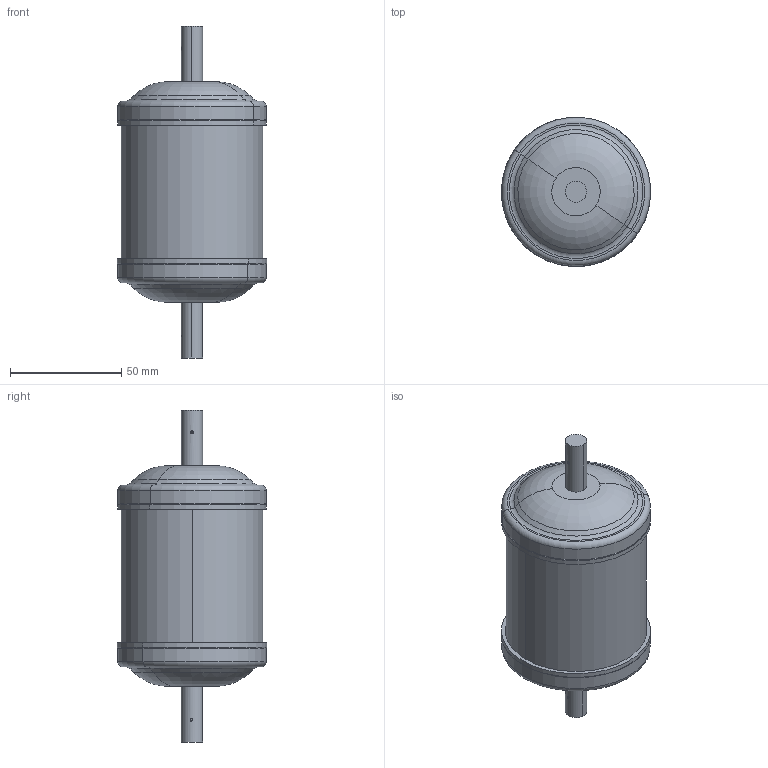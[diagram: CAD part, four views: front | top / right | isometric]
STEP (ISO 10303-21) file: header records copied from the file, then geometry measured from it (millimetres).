
FILE_DESCRIPTION (( 'STEP AP203' ), '1' );
FILE_NAME ('023B7112R - DFL 082s TW.STEP', '2022-11-10T11:00:14', ( '' ), ( '' ), 'SwSTEP 2.0', 'SolidWorks 2020', '' );
FILE_SCHEMA (( 'CONFIG_CONTROL_DESIGN' ));
Length unit declared in the file: millimetre
Products named in the file (1): 023B7112R - DFL 082s TW
Bounding box: 66.98 x 66.98 x 149 mm (x, y, z)
Volume: 298814.2 mm3; surface area: 26028.6 mm2
Topology: 1 solids, 1 shells, 47 faces, 94 edges, 55 vertices
Faces by surface type: torus 16, cylinder 14, plane 8, cone 5, sphere 4
Entity records: 1429 total; most frequent: CARTESIAN_POINT 345, DIRECTION 248, ORIENTED_EDGE 182, AXIS2_PLACEMENT_3D 115, EDGE_CURVE 91, CIRCLE 67, EDGE_LOOP 55, VERTEX_POINT 54
